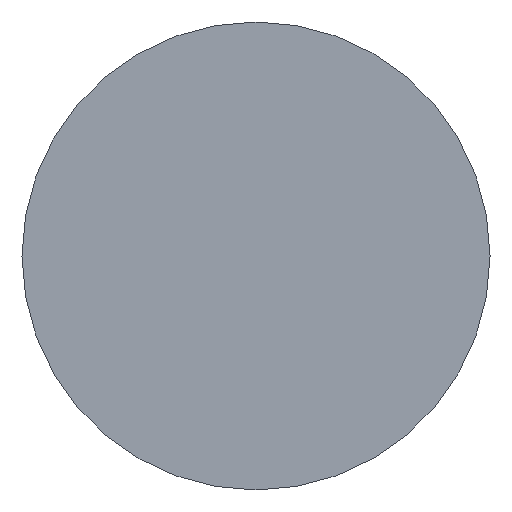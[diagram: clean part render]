
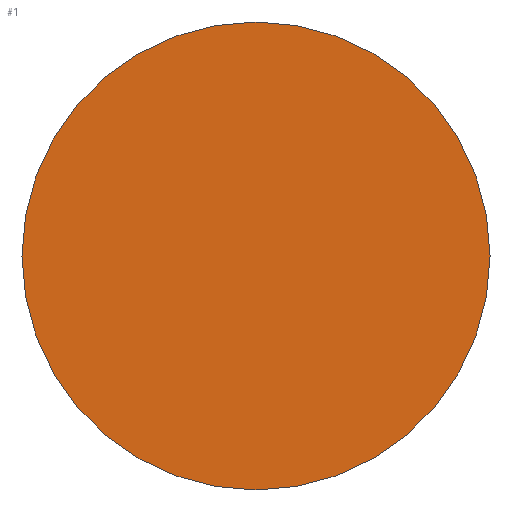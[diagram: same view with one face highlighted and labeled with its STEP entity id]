
A CAD part, front view. The second image highlights one B-rep face of the part: STEP entity #1.
In plain terms, the highlighted planar face has unit normal (0, -1, 0).
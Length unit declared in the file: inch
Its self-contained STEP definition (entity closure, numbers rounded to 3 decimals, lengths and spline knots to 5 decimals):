
#1 = ADVANCED_FACE ( 'NONE', ( #11 ), #401, .T. ) ;
#11 = FACE_OUTER_BOUND ( 'NONE', #248, .T. ) ;
#49 = ORIENTED_EDGE ( 'NONE', *, *, #255, .T. ) ;
#76 = VERTEX_POINT ( 'NONE', #383 ) ;
#78 = CARTESIAN_POINT ( 'NONE',  ( 0., 0., 0. ) ) ;
#95 = DIRECTION ( 'NONE',  ( 0., -1., 0. ) ) ;
#109 = CARTESIAN_POINT ( 'NONE',  ( 0., 0., -0.3125 ) ) ;
#117 = VERTEX_POINT ( 'NONE', #109 ) ;
#143 = DIRECTION ( 'NONE',  ( 0., 0., -1. ) ) ;
#147 = ORIENTED_EDGE ( 'NONE', *, *, #234, .T. ) ;
#148 = DIRECTION ( 'NONE',  ( 0., 0., -1. ) ) ;
#174 = CARTESIAN_POINT ( 'NONE',  ( 0., 0., 0. ) ) ;
#178 = CIRCLE ( 'NONE', #213, 0.3125 ) ;
#210 = DIRECTION ( 'NONE',  ( 0., -1., 0. ) ) ;
#213 = AXIS2_PLACEMENT_3D ( 'NONE', #174, #318, #143 ) ;
#225 = DIRECTION ( 'NONE',  ( 0., 0., -1. ) ) ;
#234 = EDGE_CURVE ( 'NONE', #76, #117, #178, .T. ) ;
#248 = EDGE_LOOP ( 'NONE', ( #49, #147 ) ) ;
#255 = EDGE_CURVE ( 'NONE', #117, #76, #341, .T. ) ;
#258 = AXIS2_PLACEMENT_3D ( 'NONE', #78, #210, #148 ) ;
#318 = DIRECTION ( 'NONE',  ( 0., -1., 0. ) ) ;
#341 = CIRCLE ( 'NONE', #258, 0.3125 ) ;
#383 = CARTESIAN_POINT ( 'NONE',  ( 0., 0., 0.3125 ) ) ;
#401 = PLANE ( 'NONE',  #425 ) ;
#425 = AXIS2_PLACEMENT_3D ( 'NONE', #446, #95, #225 ) ;
#446 = CARTESIAN_POINT ( 'NONE',  ( 0., 0., 0. ) ) ;
